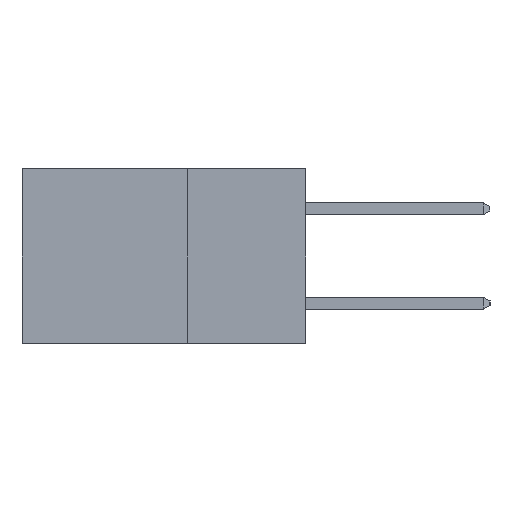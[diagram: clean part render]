
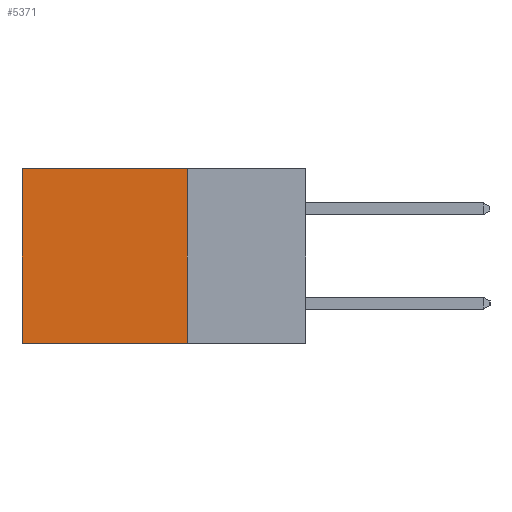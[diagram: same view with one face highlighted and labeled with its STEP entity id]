
A CAD part, left-side view. The second image highlights one B-rep face of the part: STEP entity #5371.
In plain terms, the highlighted planar face has unit normal (-1, 0, 0).
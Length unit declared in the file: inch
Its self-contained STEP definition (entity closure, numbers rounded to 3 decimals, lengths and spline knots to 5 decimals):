
#178 = CARTESIAN_POINT ( 'NONE',  ( 0.2615, 0.6, 0. ) ) ;
#465 = VERTEX_POINT ( 'NONE', #3964 ) ;
#531 = AXIS2_PLACEMENT_3D ( 'NONE', #5313, #5374, #5258 ) ;
#620 = DIRECTION ( 'NONE',  ( 0., 1., 0. ) ) ;
#667 = CARTESIAN_POINT ( 'NONE',  ( 0.2615, 0.6, -0.37 ) ) ;
#711 = VERTEX_POINT ( 'NONE', #1752 ) ;
#1752 = CARTESIAN_POINT ( 'NONE',  ( 0.2615, 0.25, -0.37 ) ) ;
#1776 = LINE ( 'NONE', #3986, #3555 ) ;
#1903 = VECTOR ( 'NONE', #5391, 39.37008 ) ;
#2148 = LINE ( 'NONE', #4690, #1903 ) ;
#2853 = VERTEX_POINT ( 'NONE', #178 ) ;
#2864 = VERTEX_POINT ( 'NONE', #667 ) ;
#3376 = ORIENTED_EDGE ( 'NONE', *, *, #4572, .T. ) ;
#3547 = LINE ( 'NONE', #8874, #7567 ) ;
#3548 = FACE_OUTER_BOUND ( 'NONE', #3585, .T. ) ;
#3555 = VECTOR ( 'NONE', #3918, 39.37008 ) ;
#3585 = EDGE_LOOP ( 'NONE', ( #6585, #5033, #8503, #3376 ) ) ;
#3918 = DIRECTION ( 'NONE',  ( 0., 0., -1. ) ) ;
#3948 = EDGE_CURVE ( 'NONE', #711, #2864, #8378, .T. ) ;
#3964 = CARTESIAN_POINT ( 'NONE',  ( 0.2615, 0.25, 0. ) ) ;
#3986 = CARTESIAN_POINT ( 'NONE',  ( 0.2615, 0.6, -0.37 ) ) ;
#4133 = EDGE_CURVE ( 'NONE', #2853, #2864, #1776, .T. ) ;
#4572 = EDGE_CURVE ( 'NONE', #465, #2853, #3547, .T. ) ;
#4690 = CARTESIAN_POINT ( 'NONE',  ( 0.2615, 0.25, -0.37 ) ) ;
#4889 = VECTOR ( 'NONE', #5871, 39.37008 ) ;
#5033 = ORIENTED_EDGE ( 'NONE', *, *, #3948, .F. ) ;
#5258 = DIRECTION ( 'NONE',  ( 0., 0., -1. ) ) ;
#5313 = CARTESIAN_POINT ( 'NONE',  ( 0.2615, 0.25, -0.37 ) ) ;
#5371 = ADVANCED_FACE ( 'NONE', ( #3548 ), #5399, .F. ) ;
#5374 = DIRECTION ( 'NONE',  ( 1., 0., 0. ) ) ;
#5391 = DIRECTION ( 'NONE',  ( 0., 0., -1. ) ) ;
#5399 = PLANE ( 'NONE',  #531 ) ;
#5871 = DIRECTION ( 'NONE',  ( 0., 1., 0. ) ) ;
#6053 = CARTESIAN_POINT ( 'NONE',  ( 0.2615, 0.25, -0.37 ) ) ;
#6585 = ORIENTED_EDGE ( 'NONE', *, *, #4133, .T. ) ;
#6656 = EDGE_CURVE ( 'NONE', #465, #711, #2148, .T. ) ;
#7567 = VECTOR ( 'NONE', #620, 39.37008 ) ;
#8378 = LINE ( 'NONE', #6053, #4889 ) ;
#8503 = ORIENTED_EDGE ( 'NONE', *, *, #6656, .F. ) ;
#8874 = CARTESIAN_POINT ( 'NONE',  ( 0.2615, 0.25, 0. ) ) ;
